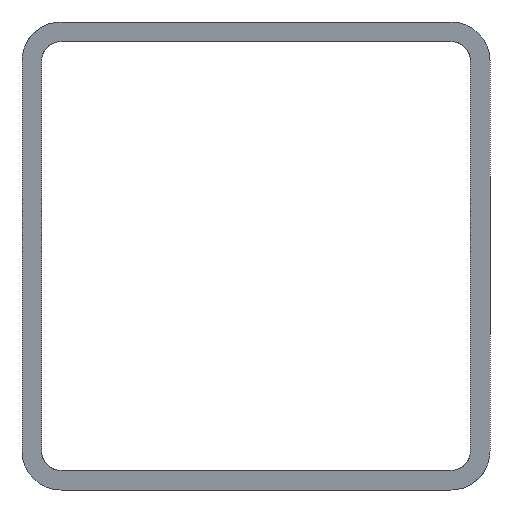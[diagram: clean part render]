
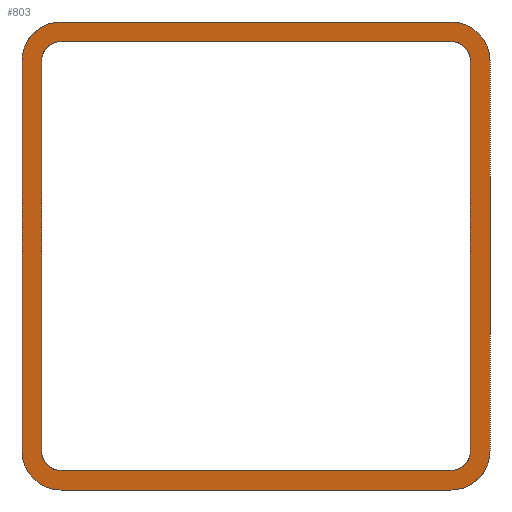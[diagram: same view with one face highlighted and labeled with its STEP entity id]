
A CAD part, front view. The second image highlights one B-rep face of the part: STEP entity #803.
In plain terms, the highlighted planar face has unit normal (-0.174, -0.985, 0).
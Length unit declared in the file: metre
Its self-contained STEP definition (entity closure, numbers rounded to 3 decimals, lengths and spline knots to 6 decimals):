
#20=ELLIPSE('',#854,0.010154,0.01);
#21=ELLIPSE('',#857,0.010154,0.01);
#22=ELLIPSE('',#859,0.010154,0.01);
#23=ELLIPSE('',#861,0.005077,0.005);
#24=ELLIPSE('',#864,0.005077,0.005);
#25=ELLIPSE('',#866,0.005077,0.005);
#26=ELLIPSE('',#869,0.005077,0.005);
#27=ELLIPSE('',#871,0.010154,0.01);
#168=ORIENTED_EDGE('',*,*,#352,.F.);
#169=ORIENTED_EDGE('',*,*,#354,.F.);
#170=ORIENTED_EDGE('',*,*,#355,.F.);
#171=ORIENTED_EDGE('',*,*,#300,.T.);
#172=ORIENTED_EDGE('',*,*,#357,.F.);
#173=ORIENTED_EDGE('',*,*,#358,.T.);
#174=ORIENTED_EDGE('',*,*,#360,.F.);
#175=ORIENTED_EDGE('',*,*,#287,.F.);
#176=ORIENTED_EDGE('',*,*,#342,.T.);
#177=ORIENTED_EDGE('',*,*,#344,.T.);
#178=ORIENTED_EDGE('',*,*,#349,.T.);
#179=ORIENTED_EDGE('',*,*,#310,.T.);
#180=ORIENTED_EDGE('',*,*,#350,.T.);
#181=ORIENTED_EDGE('',*,*,#337,.F.);
#182=ORIENTED_EDGE('',*,*,#361,.T.);
#183=ORIENTED_EDGE('',*,*,#279,.F.);
#279=EDGE_CURVE('',#392,#394,#469,.T.);
#287=EDGE_CURVE('',#400,#402,#477,.T.);
#300=EDGE_CURVE('',#414,#415,#490,.T.);
#310=EDGE_CURVE('',#425,#424,#500,.T.);
#337=EDGE_CURVE('',#446,#447,#519,.T.);
#342=EDGE_CURVE('',#392,#450,#20,.T.);
#344=EDGE_CURVE('',#450,#451,#525,.T.);
#349=EDGE_CURVE('',#451,#425,#21,.T.);
#350=EDGE_CURVE('',#424,#447,#22,.T.);
#352=EDGE_CURVE('',#454,#400,#23,.T.);
#354=EDGE_CURVE('',#455,#454,#532,.T.);
#355=EDGE_CURVE('',#414,#455,#24,.T.);
#357=EDGE_CURVE('',#456,#415,#25,.T.);
#358=EDGE_CURVE('',#456,#457,#534,.T.);
#360=EDGE_CURVE('',#402,#457,#26,.T.);
#361=EDGE_CURVE('',#446,#394,#27,.T.);
#392=VERTEX_POINT('',#1122);
#394=VERTEX_POINT('',#1125);
#400=VERTEX_POINT('',#1139);
#402=VERTEX_POINT('',#1142);
#414=VERTEX_POINT('',#1168);
#415=VERTEX_POINT('',#1169);
#424=VERTEX_POINT('',#1188);
#425=VERTEX_POINT('',#1190);
#446=VERTEX_POINT('',#1239);
#447=VERTEX_POINT('',#1241);
#450=VERTEX_POINT('',#1250);
#451=VERTEX_POINT('',#1254);
#454=VERTEX_POINT('',#1267);
#455=VERTEX_POINT('',#1271);
#456=VERTEX_POINT('',#1277);
#457=VERTEX_POINT('',#1281);
#469=LINE('',#1124,#567);
#477=LINE('',#1141,#575);
#490=LINE('',#1167,#588);
#500=LINE('',#1189,#598);
#519=LINE('',#1240,#617);
#525=LINE('',#1253,#623);
#532=LINE('',#1272,#630);
#534=LINE('',#1280,#632);
#567=VECTOR('',#906,1.);
#575=VECTOR('',#916,1.);
#588=VECTOR('',#931,1.);
#598=VECTOR('',#943,1.);
#617=VECTOR('',#982,1.);
#623=VECTOR('',#994,1.);
#630=VECTOR('',#1015,1.);
#632=VECTOR('',#1027,1.);
#682=EDGE_LOOP('',(#168,#169,#170,#171,#172,#173,#174,#175));
#683=EDGE_LOOP('',(#176,#177,#178,#179,#180,#181,#182,#183));
#730=FACE_BOUND('',#682,.T.);
#731=FACE_BOUND('',#683,.T.);
#763=PLANE('',#872);
#803=ADVANCED_FACE('',(#730,#731),#763,.T.);
#854=AXIS2_PLACEMENT_3D('',#1249,#989,#990);
#857=AXIS2_PLACEMENT_3D('',#1262,#1001,#1002);
#859=AXIS2_PLACEMENT_3D('',#1264,#1005,#1006);
#861=AXIS2_PLACEMENT_3D('',#1268,#1010,#1011);
#864=AXIS2_PLACEMENT_3D('',#1274,#1018,#1019);
#866=AXIS2_PLACEMENT_3D('',#1278,#1023,#1024);
#869=AXIS2_PLACEMENT_3D('',#1284,#1031,#1032);
#871=AXIS2_PLACEMENT_3D('',#1286,#1035,#1036);
#872=AXIS2_PLACEMENT_3D('',#1287,#1037,#1038);
#906=DIRECTION('',(0.,0.,1.));
#916=DIRECTION('',(0.,0.,1.));
#931=DIRECTION('',(0.,0.,1.));
#943=DIRECTION('',(0.,0.,1.));
#982=DIRECTION('',(0.985,-0.174,0.));
#989=DIRECTION('',(-0.174,-0.985,0.));
#990=DIRECTION('',(-0.985,0.174,0.));
#994=DIRECTION('',(0.985,-0.174,0.));
#1001=DIRECTION('',(-0.174,-0.985,0.));
#1002=DIRECTION('',(-0.985,0.174,0.));
#1005=DIRECTION('',(-0.174,-0.985,0.));
#1006=DIRECTION('',(-0.985,0.174,0.));
#1010=DIRECTION('',(-0.174,-0.985,0.));
#1011=DIRECTION('',(-0.985,0.174,0.));
#1015=DIRECTION('',(0.985,-0.174,0.));
#1018=DIRECTION('',(-0.174,-0.985,0.));
#1019=DIRECTION('',(-0.985,0.174,0.));
#1023=DIRECTION('',(-0.174,-0.985,0.));
#1024=DIRECTION('',(-0.985,0.174,0.));
#1027=DIRECTION('',(0.985,-0.174,0.));
#1031=DIRECTION('',(-0.174,-0.985,0.));
#1032=DIRECTION('',(-0.985,0.174,0.));
#1035=DIRECTION('',(-0.174,-0.985,0.));
#1036=DIRECTION('',(-0.985,0.174,0.));
#1037=DIRECTION('',(-0.174,-0.985,0.));
#1038=DIRECTION('',(0.985,-0.174,0.));
#1122=CARTESIAN_POINT('',(0.,-0.623841,0.01));
#1124=CARTESIAN_POINT('',(0.,-0.623841,-0.546962));
#1125=CARTESIAN_POINT('',(0.,-0.623841,0.11));
#1139=CARTESIAN_POINT('',(0.115,-0.644118,0.01));
#1141=CARTESIAN_POINT('',(0.115,-0.644118,0.06));
#1142=CARTESIAN_POINT('',(0.115,-0.644118,0.11));
#1167=CARTESIAN_POINT('',(0.005,-0.624722,0.06));
#1168=CARTESIAN_POINT('',(0.005,-0.624722,0.01));
#1169=CARTESIAN_POINT('',(0.005,-0.624722,0.11));
#1188=CARTESIAN_POINT('',(0.12,-0.645,0.11));
#1189=CARTESIAN_POINT('',(0.12,-0.645,0.06));
#1190=CARTESIAN_POINT('',(0.12,-0.645,0.01));
#1239=CARTESIAN_POINT('',(0.01,-0.625604,0.12));
#1240=CARTESIAN_POINT('',(0.06,-0.63442,0.12));
#1241=CARTESIAN_POINT('',(0.11,-0.643237,0.12));
#1249=CARTESIAN_POINT('',(0.01,-0.625604,0.01));
#1250=CARTESIAN_POINT('',(0.01,-0.625604,0.));
#1253=CARTESIAN_POINT('',(0.061809,-0.634739,0.));
#1254=CARTESIAN_POINT('',(0.11,-0.643237,0.));
#1262=CARTESIAN_POINT('',(0.11,-0.643237,0.01));
#1264=CARTESIAN_POINT('',(0.11,-0.643237,0.11));
#1267=CARTESIAN_POINT('',(0.11,-0.643237,0.005));
#1268=CARTESIAN_POINT('',(0.11,-0.643237,0.01));
#1271=CARTESIAN_POINT('',(0.01,-0.625604,0.005));
#1272=CARTESIAN_POINT('',(0.061809,-0.634739,0.005));
#1274=CARTESIAN_POINT('',(0.01,-0.625604,0.01));
#1277=CARTESIAN_POINT('',(0.01,-0.625604,0.115));
#1278=CARTESIAN_POINT('',(0.01,-0.625604,0.11));
#1280=CARTESIAN_POINT('',(0.061809,-0.634739,0.115));
#1281=CARTESIAN_POINT('',(0.11,-0.643237,0.115));
#1284=CARTESIAN_POINT('',(0.11,-0.643237,0.11));
#1286=CARTESIAN_POINT('',(0.01,-0.625604,0.11));
#1287=CARTESIAN_POINT('',(0.06,-0.63442,-0.546962));
